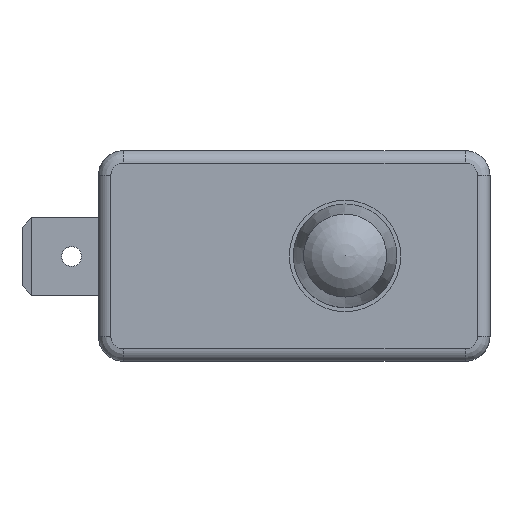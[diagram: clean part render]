
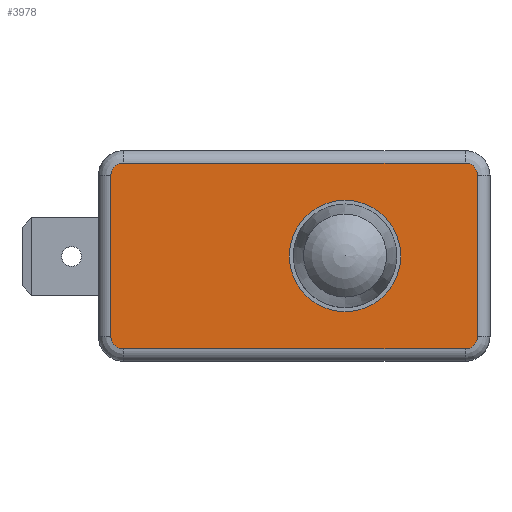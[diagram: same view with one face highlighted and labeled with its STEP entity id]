
A CAD part, top view. The second image highlights one B-rep face of the part: STEP entity #3978.
In plain terms, the highlighted planar face has unit normal (0, 0, 1).
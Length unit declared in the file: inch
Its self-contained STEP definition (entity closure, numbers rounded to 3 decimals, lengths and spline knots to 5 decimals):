
#3530=CARTESIAN_POINT('',(-0.70472,0.29528,0.07874));
#3531=VERTEX_POINT('',#3530);
#3539=CARTESIAN_POINT('',(0.38189,0.29528,0.07874));
#3540=VERTEX_POINT('',#3539);
#3541=CARTESIAN_POINT('',(-0.70472,0.29528,0.07874));
#3542=DIRECTION('',(1.0,0.0,0.0));
#3543=VECTOR('',#3542,1.08661);
#3544=LINE('',#3541,#3543);
#3545=EDGE_CURVE('',#3531,#3540,#3544,.T.);
#3584=CARTESIAN_POINT('',(-0.74409,0.25591,0.07874));
#3585=VERTEX_POINT('',#3584);
#3593=CARTESIAN_POINT('',(-0.70472,0.25591,0.07874));
#3594=DIRECTION('',(0.0,0.0,-1.0));
#3595=DIRECTION('',(-0.707,0.707,0.0));
#3596=AXIS2_PLACEMENT_3D('',#3593,#3594,#3595);
#3597=CIRCLE('',#3596,0.03937);
#3598=EDGE_CURVE('',#3585,#3531,#3597,.T.);
#3634=CARTESIAN_POINT('',(0.42126,0.25591,0.07874));
#3635=VERTEX_POINT('',#3634);
#3653=CARTESIAN_POINT('',(0.38189,0.25591,0.07874));
#3654=DIRECTION('',(0.0,0.0,-1.0));
#3655=DIRECTION('',(0.707,0.707,0.0));
#3656=AXIS2_PLACEMENT_3D('',#3653,#3654,#3655);
#3657=CIRCLE('',#3656,0.03937);
#3658=EDGE_CURVE('',#3540,#3635,#3657,.T.);
#3670=CARTESIAN_POINT('',(-0.74409,-0.25591,0.07874));
#3671=VERTEX_POINT('',#3670);
#3679=CARTESIAN_POINT('',(-0.74409,-0.25591,0.07874));
#3680=DIRECTION('',(0.0,1.0,0.0));
#3681=VECTOR('',#3680,0.51181);
#3682=LINE('',#3679,#3681);
#3683=EDGE_CURVE('',#3671,#3585,#3682,.T.);
#3700=CARTESIAN_POINT('',(0.42126,-0.25591,0.07874));
#3701=VERTEX_POINT('',#3700);
#3718=CARTESIAN_POINT('',(0.42126,0.25591,0.07874));
#3719=DIRECTION('',(0.0,-1.0,0.0));
#3720=VECTOR('',#3719,0.51181);
#3721=LINE('',#3718,#3720);
#3722=EDGE_CURVE('',#3635,#3701,#3721,.T.);
#3746=CARTESIAN_POINT('',(-0.70472,-0.29528,0.07874));
#3747=VERTEX_POINT('',#3746);
#3755=CARTESIAN_POINT('',(-0.70472,-0.25591,0.07874));
#3756=DIRECTION('',(0.0,0.0,-1.0));
#3757=DIRECTION('',(-0.707,-0.707,0.0));
#3758=AXIS2_PLACEMENT_3D('',#3755,#3756,#3757);
#3759=CIRCLE('',#3758,0.03937);
#3760=EDGE_CURVE('',#3747,#3671,#3759,.T.);
#3796=CARTESIAN_POINT('',(0.38189,-0.29528,0.07874));
#3797=VERTEX_POINT('',#3796);
#3815=CARTESIAN_POINT('',(0.38189,-0.25591,0.07874));
#3816=DIRECTION('',(0.0,0.0,-1.0));
#3817=DIRECTION('',(0.707,-0.707,0.0));
#3818=AXIS2_PLACEMENT_3D('',#3815,#3816,#3817);
#3819=CIRCLE('',#3818,0.03937);
#3820=EDGE_CURVE('',#3701,#3797,#3819,.T.);
#3838=CARTESIAN_POINT('',(0.38189,-0.29528,0.07874));
#3839=DIRECTION('',(-1.0,0.0,0.0));
#3840=VECTOR('',#3839,1.08661);
#3841=LINE('',#3838,#3840);
#3842=EDGE_CURVE('',#3797,#3747,#3841,.T.);
#3952=CARTESIAN_POINT('',(-0.80236,-0.3248,0.07874));
#3953=DIRECTION('',(0.0,0.0,1.0));
#3954=DIRECTION('',(1.0,0.0,0.0));
#3955=AXIS2_PLACEMENT_3D('',#3952,#3953,#3954);
#3956=PLANE('',#3955);
#3957=ORIENTED_EDGE('',*,*,#3545,.F.);
#3958=ORIENTED_EDGE('',*,*,#3598,.F.);
#3959=ORIENTED_EDGE('',*,*,#3683,.F.);
#3960=ORIENTED_EDGE('',*,*,#3760,.F.);
#3961=ORIENTED_EDGE('',*,*,#3842,.F.);
#3962=ORIENTED_EDGE('',*,*,#3820,.F.);
#3963=ORIENTED_EDGE('',*,*,#3722,.F.);
#3964=ORIENTED_EDGE('',*,*,#3658,.F.);
#3965=EDGE_LOOP('',(#3957,#3958,#3959,#3960,#3961,#3962,#3963,#3964));
#3966=FACE_OUTER_BOUND('',#3965,.T.);
#3967=CARTESIAN_POINT('',(0.17717,0.,0.07874));
#3968=VERTEX_POINT('',#3967);
#3969=CARTESIAN_POINT('',(0.0,0.0,0.07874));
#3970=DIRECTION('',(0.0,0.0,-1.0));
#3971=DIRECTION('',(-1.0,0.0,0.0));
#3972=AXIS2_PLACEMENT_3D('',#3969,#3970,#3971);
#3973=CIRCLE('',#3972,0.17717);
#3974=EDGE_CURVE('',#3968,#3968,#3973,.T.);
#3975=ORIENTED_EDGE('',*,*,#3974,.T.);
#3976=EDGE_LOOP('',(#3975));
#3977=FACE_BOUND('',#3976,.T.);
#3978=ADVANCED_FACE('',(#3966,#3977),#3956,.T.);
